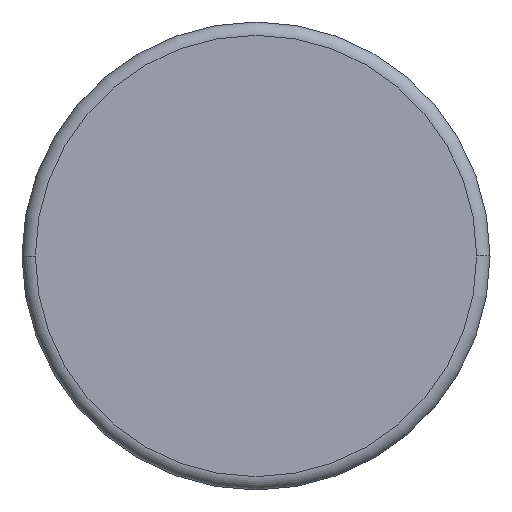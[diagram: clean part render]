
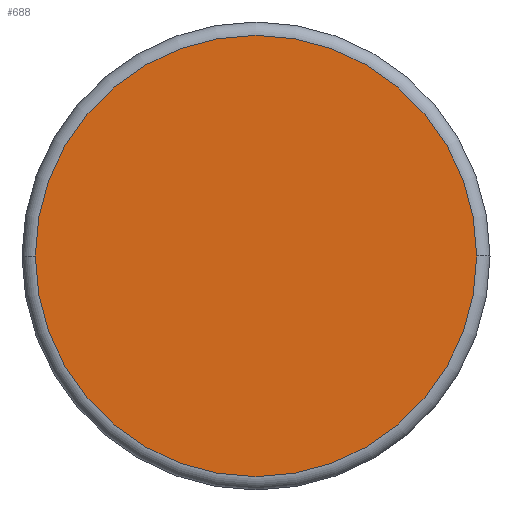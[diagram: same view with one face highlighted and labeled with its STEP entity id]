
A CAD part, left-side view. The second image highlights one B-rep face of the part: STEP entity #688.
In plain terms, the highlighted planar face has unit normal (-1, 0, 0).
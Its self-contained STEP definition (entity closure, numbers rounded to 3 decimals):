
#33 = DIRECTION ( 'NONE',  ( 0., 1., 0. ) ) ;
#138 = DIRECTION ( 'NONE',  ( -1., 0., 0. ) ) ;
#140 = AXIS2_PLACEMENT_3D ( 'NONE', #702, #917, #33 ) ;
#173 = AXIS2_PLACEMENT_3D ( 'NONE', #341, #708, #179 ) ;
#179 = DIRECTION ( 'NONE',  ( 0., 1., 0. ) ) ;
#218 = CARTESIAN_POINT ( 'NONE',  ( -34., 16.5, 0. ) ) ;
#311 = PLANE ( 'NONE',  #140 ) ;
#328 = CARTESIAN_POINT ( 'NONE',  ( -34., -16.5, 0. ) ) ;
#341 = CARTESIAN_POINT ( 'NONE',  ( -34., 0., 0. ) ) ;
#475 = VERTEX_POINT ( 'NONE', #328 ) ;
#497 = EDGE_LOOP ( 'NONE', ( #874, #499 ) ) ;
#499 = ORIENTED_EDGE ( 'NONE', *, *, #817, .T. ) ;
#509 = CARTESIAN_POINT ( 'NONE',  ( -34., 0., 0. ) ) ;
#537 = VERTEX_POINT ( 'NONE', #218 ) ;
#634 = AXIS2_PLACEMENT_3D ( 'NONE', #509, #138, #876 ) ;
#688 = ADVANCED_FACE ( 'NONE', ( #692 ), #311, .F. ) ;
#692 = FACE_OUTER_BOUND ( 'NONE', #497, .T. ) ;
#702 = CARTESIAN_POINT ( 'NONE',  ( -34., 0., 0. ) ) ;
#708 = DIRECTION ( 'NONE',  ( -1., 0., 0. ) ) ;
#733 = CIRCLE ( 'NONE', #634, 16.5 ) ;
#817 = EDGE_CURVE ( 'NONE', #475, #537, #925, .T. ) ;
#874 = ORIENTED_EDGE ( 'NONE', *, *, #963, .T. ) ;
#876 = DIRECTION ( 'NONE',  ( 0., 1., 0. ) ) ;
#917 = DIRECTION ( 'NONE',  ( 1., 0., 0. ) ) ;
#925 = CIRCLE ( 'NONE', #173, 16.5 ) ;
#963 = EDGE_CURVE ( 'NONE', #537, #475, #733, .T. ) ;
